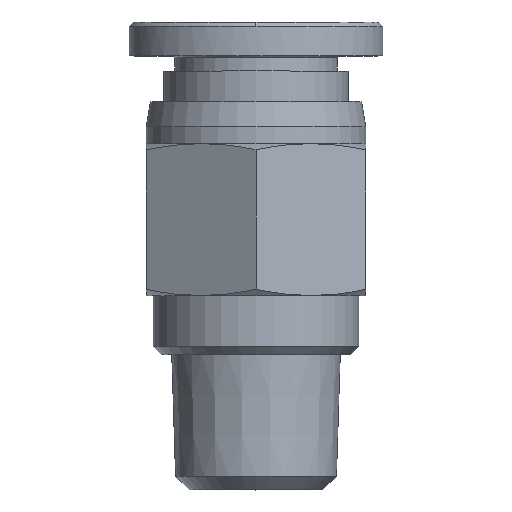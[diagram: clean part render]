
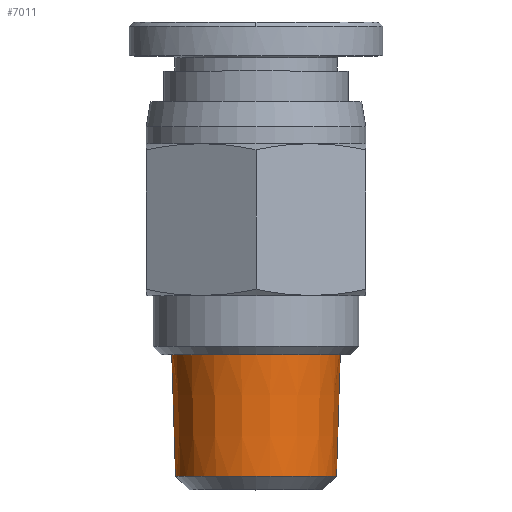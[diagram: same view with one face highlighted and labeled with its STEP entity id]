
A CAD part, top view. The second image highlights one B-rep face of the part: STEP entity #7011.
In plain terms, the highlighted conical face has half-angle 1.79 degrees and reference radius 4.99 mm.
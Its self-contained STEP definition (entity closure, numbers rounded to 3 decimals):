
#67 = DIRECTION ( 'NONE',  ( 0.031, 1., 0. ) ) ;
#229 = CARTESIAN_POINT ( 'NONE',  ( 11.206, 44.287, 5.785 ) ) ;
#255 = CARTESIAN_POINT ( 'NONE',  ( 6.216, 44.287, 5.785 ) ) ;
#595 = DIRECTION ( 'NONE',  ( 0., -1., 0. ) ) ;
#865 = VERTEX_POINT ( 'NONE', #6933 ) ;
#1179 = CARTESIAN_POINT ( 'NONE',  ( 16.196, 44.287, 5.785 ) ) ;
#1386 = CARTESIAN_POINT ( 'NONE',  ( 16.196, 44.287, 5.785 ) ) ;
#2561 = AXIS2_PLACEMENT_3D ( 'NONE', #9056, #595, #13347 ) ;
#2573 = LINE ( 'NONE', #1386, #8120 ) ;
#2856 = DIRECTION ( 'NONE',  ( 0., -1., 0. ) ) ;
#3006 = DIRECTION ( 'NONE',  ( -0.031, 1., 0. ) ) ;
#3570 = VECTOR ( 'NONE', #3006, 1000. ) ;
#3981 = AXIS2_PLACEMENT_3D ( 'NONE', #4694, #15926, #11607 ) ;
#4217 = ORIENTED_EDGE ( 'NONE', *, *, #7078, .F. ) ;
#4694 = CARTESIAN_POINT ( 'NONE',  ( 11.206, 44.287, 5.785 ) ) ;
#5026 = CIRCLE ( 'NONE', #13515, 4.99 ) ;
#6233 = CARTESIAN_POINT ( 'NONE',  ( 6.216, 44.287, 5.785 ) ) ;
#6933 = CARTESIAN_POINT ( 'NONE',  ( 15.971, 37.086, 5.785 ) ) ;
#7011 = ADVANCED_FACE ( 'NONE', ( #9984 ), #13497, .T. ) ;
#7078 = EDGE_CURVE ( 'NONE', #10187, #10622, #8887, .T. ) ;
#7420 = ORIENTED_EDGE ( 'NONE', *, *, #16050, .T. ) ;
#7454 = VERTEX_POINT ( 'NONE', #1179 ) ;
#8120 = VECTOR ( 'NONE', #67, 1000. ) ;
#8887 = LINE ( 'NONE', #255, #3570 ) ;
#9056 = CARTESIAN_POINT ( 'NONE',  ( 11.206, 37.086, 5.785 ) ) ;
#9765 = ORIENTED_EDGE ( 'NONE', *, *, #13693, .F. ) ;
#9984 = FACE_OUTER_BOUND ( 'NONE', #12723, .T. ) ;
#10084 = DIRECTION ( 'NONE',  ( 1., 0., 0. ) ) ;
#10187 = VERTEX_POINT ( 'NONE', #14962 ) ;
#10622 = VERTEX_POINT ( 'NONE', #6233 ) ;
#11144 = EDGE_CURVE ( 'NONE', #7454, #10622, #5026, .T. ) ;
#11607 = DIRECTION ( 'NONE',  ( 1., 0., 0. ) ) ;
#12723 = EDGE_LOOP ( 'NONE', ( #4217, #9765, #7420, #15526 ) ) ;
#13347 = DIRECTION ( 'NONE',  ( 0., 0., -1. ) ) ;
#13497 = CONICAL_SURFACE ( 'NONE', #3981, 4.99, 0.031 ) ;
#13515 = AXIS2_PLACEMENT_3D ( 'NONE', #229, #2856, #10084 ) ;
#13693 = EDGE_CURVE ( 'NONE', #865, #10187, #15230, .T. ) ;
#14962 = CARTESIAN_POINT ( 'NONE',  ( 6.441, 37.086, 5.785 ) ) ;
#15230 = CIRCLE ( 'NONE', #2561, 4.765 ) ;
#15526 = ORIENTED_EDGE ( 'NONE', *, *, #11144, .T. ) ;
#15926 = DIRECTION ( 'NONE',  ( 0., 1., 0. ) ) ;
#16050 = EDGE_CURVE ( 'NONE', #865, #7454, #2573, .T. ) ;
